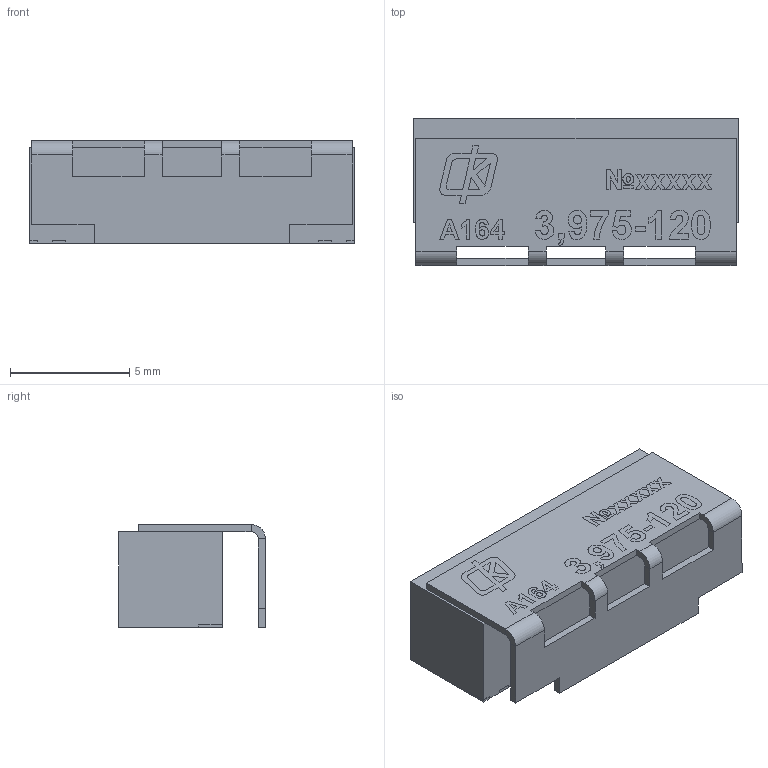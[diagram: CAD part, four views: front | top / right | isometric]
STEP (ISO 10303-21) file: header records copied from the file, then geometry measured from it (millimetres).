
FILE_DESCRIPTION(('STEP AP203'), '1');
FILE_NAME('ÍØÁÀ.434834.038-03_Ôèëüòð ÔÊÏ1-238-03-3,975-120', '', ('UNSPECIFIED'), ('UNSPECIFIED'), 'ASCON STEP Converter 1.6', 'ASCON Math Kernel', '');
FILE_SCHEMA(('CONFIG_CONTROL_DESIGN'));
Length unit declared in the file: millimetre
Products named in the file (1): НШБА.434834.038-03_Фильтр ФКП1-238-03-3,975-120
Bounding box: 13.6 x 6.15 x 4.3 mm (x, y, z)
Volume: 267.4 mm3; surface area: 395 mm2
Topology: 1 solids, 1 shells, 374 faces, 1010 edges, 664 vertices
Faces by surface type: plane 274, bspline 85, cylinder 15
Entity records: 23657 total; most frequent: CARTESIAN_POINT 11918, ORIENTED_EDGE 2020, DIRECTION 1382, EDGE_CURVE 1010, LINE 742, VECTOR 742, VERTEX_POINT 664, FACE_BOUND 406
